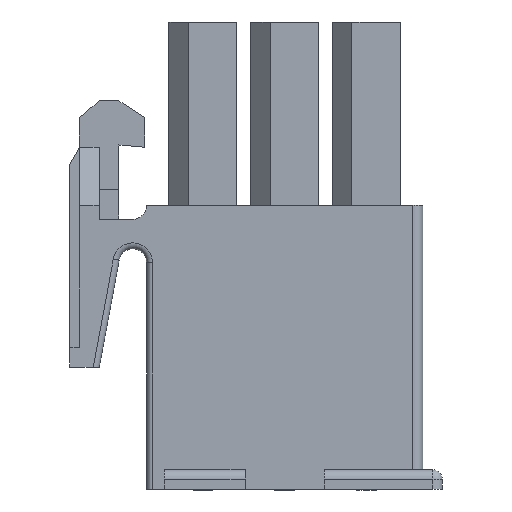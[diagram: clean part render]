
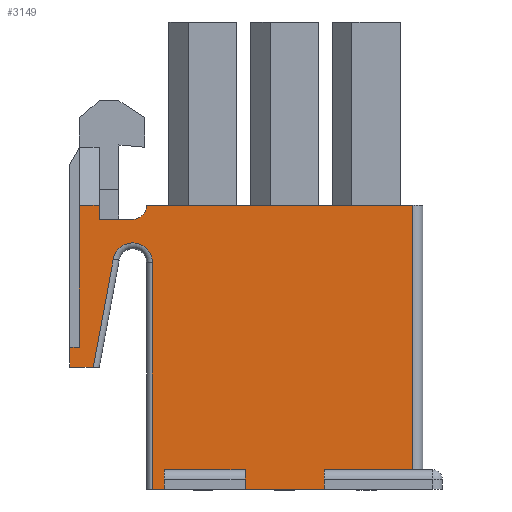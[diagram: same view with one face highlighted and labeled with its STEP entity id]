
A CAD part, left-side view. The second image highlights one B-rep face of the part: STEP entity #3149.
In plain terms, the highlighted planar face has unit normal (-1, 0, 0).
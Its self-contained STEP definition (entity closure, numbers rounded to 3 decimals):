
#108=CARTESIAN_POINT('',(-2.8,2.,-22.7));
#109=VERTEX_POINT('',#108);
#116=CARTESIAN_POINT('',(-2.8,6.1,-22.7));
#117=VERTEX_POINT('',#116);
#118=CARTESIAN_POINT('',(-2.8,2.,-22.7));
#119=DIRECTION('',(0.,1.,0.));
#120=VECTOR('',#119,4.1);
#121=LINE('',#118,#120);
#122=EDGE_CURVE('',#109,#117,#121,.T.);
#149=CARTESIAN_POINT('',(-2.8,-6.5,-22.7));
#150=VERTEX_POINT('',#149);
#158=CARTESIAN_POINT('',(-2.8,-2.,-22.7));
#159=VERTEX_POINT('',#158);
#160=CARTESIAN_POINT('',(-2.8,-6.5,-22.7));
#161=DIRECTION('',(0.,1.,0.));
#162=VECTOR('',#161,4.5);
#163=LINE('',#160,#162);
#164=EDGE_CURVE('',#150,#159,#163,.T.);
#205=CARTESIAN_POINT('',(-2.8,6.1,-23.7));
#206=VERTEX_POINT('',#205);
#207=CARTESIAN_POINT('',(-2.8,6.1,-22.7));
#208=DIRECTION('',(0.,0.,-1.));
#209=VECTOR('',#208,1.);
#210=LINE('',#207,#209);
#211=EDGE_CURVE('',#117,#206,#210,.T.);
#323=CARTESIAN_POINT('',(-2.8,-2.,-23.7));
#324=VERTEX_POINT('',#323);
#331=CARTESIAN_POINT('',(-2.8,2.,-23.7));
#332=VERTEX_POINT('',#331);
#333=CARTESIAN_POINT('',(-2.8,-2.,-23.7));
#334=DIRECTION('',(0.,1.,0.));
#335=VECTOR('',#334,4.);
#336=LINE('',#333,#335);
#337=EDGE_CURVE('',#324,#332,#336,.T.);
#347=CARTESIAN_POINT('',(-2.8,6.7,-23.7));
#348=VERTEX_POINT('',#347);
#349=CARTESIAN_POINT('',(-2.8,6.1,-23.7));
#350=DIRECTION('',(0.,1.,0.));
#351=VECTOR('',#350,0.6);
#352=LINE('',#349,#351);
#353=EDGE_CURVE('',#206,#348,#352,.T.);
#2126=CARTESIAN_POINT('',(-2.8,7.,-9.3));
#2127=VERTEX_POINT('',#2126);
#2134=CARTESIAN_POINT('',(-2.8,-6.5,-9.3));
#2135=VERTEX_POINT('',#2134);
#2136=CARTESIAN_POINT('',(-2.8,7.,-9.3));
#2137=DIRECTION('',(0.,-1.,0.));
#2138=VECTOR('',#2137,13.5);
#2139=LINE('',#2136,#2138);
#2140=EDGE_CURVE('',#2127,#2135,#2139,.T.);
#3026=CARTESIAN_POINT('',(-2.8,-6.5,-9.3));
#3027=DIRECTION('',(0.,0.,-1.));
#3028=VECTOR('',#3027,13.4);
#3029=LINE('',#3026,#3028);
#3030=EDGE_CURVE('',#2135,#150,#3029,.T.);
#3035=CARTESIAN_POINT('',(-2.8,-2.,-9.3));
#3036=DIRECTION('',(0.,1.,0.));
#3037=DIRECTION('',(-1.,0.,0.));
#3038=AXIS2_PLACEMENT_3D('',#3035,#3037,#3036);
#3039=PLANE('',#3038);
#3040=ORIENTED_EDGE('',*,*,#2140,.F.);
#3041=CARTESIAN_POINT('',(-2.8,7.7,-10.));
#3042=VERTEX_POINT('',#3041);
#3043=CARTESIAN_POINT('',(-2.8,7.7,-9.3));
#3044=DIRECTION('',(0.,-1.,0.));
#3045=DIRECTION('',(1.,0.,0.));
#3046=AXIS2_PLACEMENT_3D('',#3043,#3045,#3044);
#3047=CIRCLE('',#3046,0.7);
#3048=EDGE_CURVE('',#2127,#3042,#3047,.T.);
#3049=ORIENTED_EDGE('',*,*,#3048,.T.);
#3050=CARTESIAN_POINT('',(-2.8,9.4,-10.));
#3051=VERTEX_POINT('',#3050);
#3052=CARTESIAN_POINT('',(-2.8,7.7,-10.));
#3053=DIRECTION('',(0.,1.,0.));
#3054=VECTOR('',#3053,1.7);
#3055=LINE('',#3052,#3054);
#3056=EDGE_CURVE('',#3042,#3051,#3055,.T.);
#3057=ORIENTED_EDGE('',*,*,#3056,.T.);
#3058=CARTESIAN_POINT('',(-2.8,9.4,-9.3));
#3059=VERTEX_POINT('',#3058);
#3060=CARTESIAN_POINT('',(-2.8,9.4,-10.));
#3061=DIRECTION('',(0.,0.,1.));
#3062=VECTOR('',#3061,0.7);
#3063=LINE('',#3060,#3062);
#3064=EDGE_CURVE('',#3051,#3059,#3063,.T.);
#3065=ORIENTED_EDGE('',*,*,#3064,.T.);
#3066=CARTESIAN_POINT('',(-2.8,10.4,-9.3));
#3067=VERTEX_POINT('',#3066);
#3068=CARTESIAN_POINT('',(-2.8,9.4,-9.3));
#3069=DIRECTION('',(0.,1.,0.));
#3070=VECTOR('',#3069,1.);
#3071=LINE('',#3068,#3070);
#3072=EDGE_CURVE('',#3059,#3067,#3071,.T.);
#3073=ORIENTED_EDGE('',*,*,#3072,.T.);
#3074=CARTESIAN_POINT('',(-2.8,10.4,-16.5));
#3075=VERTEX_POINT('',#3074);
#3076=CARTESIAN_POINT('',(-2.8,10.4,-9.3));
#3077=DIRECTION('',(0.,0.,-1.));
#3078=VECTOR('',#3077,7.2);
#3079=LINE('',#3076,#3078);
#3080=EDGE_CURVE('',#3067,#3075,#3079,.T.);
#3081=ORIENTED_EDGE('',*,*,#3080,.T.);
#3082=CARTESIAN_POINT('',(-2.8,10.9,-16.5));
#3083=VERTEX_POINT('',#3082);
#3084=CARTESIAN_POINT('',(-2.8,10.4,-16.5));
#3085=DIRECTION('',(0.,1.,0.));
#3086=VECTOR('',#3085,0.5);
#3087=LINE('',#3084,#3086);
#3088=EDGE_CURVE('',#3075,#3083,#3087,.T.);
#3089=ORIENTED_EDGE('',*,*,#3088,.T.);
#3090=CARTESIAN_POINT('',(-2.8,10.9,-17.5));
#3091=VERTEX_POINT('',#3090);
#3092=CARTESIAN_POINT('',(-2.8,10.9,-16.5));
#3093=DIRECTION('',(0.,0.,-1.));
#3094=VECTOR('',#3093,1.);
#3095=LINE('',#3092,#3094);
#3096=EDGE_CURVE('',#3083,#3091,#3095,.T.);
#3097=ORIENTED_EDGE('',*,*,#3096,.T.);
#3098=CARTESIAN_POINT('',(-2.8,9.705,-17.5));
#3099=VERTEX_POINT('',#3098);
#3100=CARTESIAN_POINT('',(-2.8,10.9,-17.5));
#3101=DIRECTION('',(0.,-1.,0.));
#3102=VECTOR('',#3101,1.195);
#3103=LINE('',#3100,#3102);
#3104=EDGE_CURVE('',#3091,#3099,#3103,.T.);
#3105=ORIENTED_EDGE('',*,*,#3104,.T.);
#3106=CARTESIAN_POINT('',(-2.8,8.683,-12.017));
#3107=VERTEX_POINT('',#3106);
#3108=CARTESIAN_POINT('',(-2.8,9.705,-17.5));
#3109=DIRECTION('',(0.,-0.183,0.983));
#3110=VECTOR('',#3109,5.578);
#3111=LINE('',#3108,#3110);
#3112=EDGE_CURVE('',#3099,#3107,#3111,.T.);
#3113=ORIENTED_EDGE('',*,*,#3112,.T.);
#3114=CARTESIAN_POINT('',(-2.8,6.7,-12.2));
#3115=VERTEX_POINT('',#3114);
#3116=CARTESIAN_POINT('',(-2.8,7.7,-12.2));
#3117=DIRECTION('',(0.,0.983,0.183));
#3118=DIRECTION('',(1.,0.,0.));
#3119=AXIS2_PLACEMENT_3D('',#3116,#3118,#3117);
#3120=CIRCLE('',#3119,1.);
#3121=EDGE_CURVE('',#3107,#3115,#3120,.T.);
#3122=ORIENTED_EDGE('',*,*,#3121,.T.);
#3123=CARTESIAN_POINT('',(-2.8,6.7,-12.2));
#3124=DIRECTION('',(0.,0.,-1.));
#3125=VECTOR('',#3124,11.5);
#3126=LINE('',#3123,#3125);
#3127=EDGE_CURVE('',#3115,#348,#3126,.T.);
#3128=ORIENTED_EDGE('',*,*,#3127,.T.);
#3129=ORIENTED_EDGE('',*,*,#353,.F.);
#3130=ORIENTED_EDGE('',*,*,#211,.F.);
#3131=ORIENTED_EDGE('',*,*,#122,.F.);
#3132=CARTESIAN_POINT('',(-2.8,2.,-22.7));
#3133=DIRECTION('',(0.,0.,-1.));
#3134=VECTOR('',#3133,1.);
#3135=LINE('',#3132,#3134);
#3136=EDGE_CURVE('',#109,#332,#3135,.T.);
#3137=ORIENTED_EDGE('',*,*,#3136,.T.);
#3138=ORIENTED_EDGE('',*,*,#337,.F.);
#3139=CARTESIAN_POINT('',(-2.8,-2.,-23.7));
#3140=DIRECTION('',(0.,0.,1.));
#3141=VECTOR('',#3140,1.);
#3142=LINE('',#3139,#3141);
#3143=EDGE_CURVE('',#324,#159,#3142,.T.);
#3144=ORIENTED_EDGE('',*,*,#3143,.T.);
#3145=ORIENTED_EDGE('',*,*,#164,.F.);
#3146=ORIENTED_EDGE('',*,*,#3030,.F.);
#3147=EDGE_LOOP('',(#3040,#3049,#3057,#3065,#3073,#3081,#3089,#3097,#3105,#3113,#3122,#3128,#3129,#3130,#3131,#3137,#3138,#3144,#3145,#3146));
#3148=FACE_OUTER_BOUND('',#3147,.T.);
#3149=ADVANCED_FACE('',(#3148),#3039,.T.);
